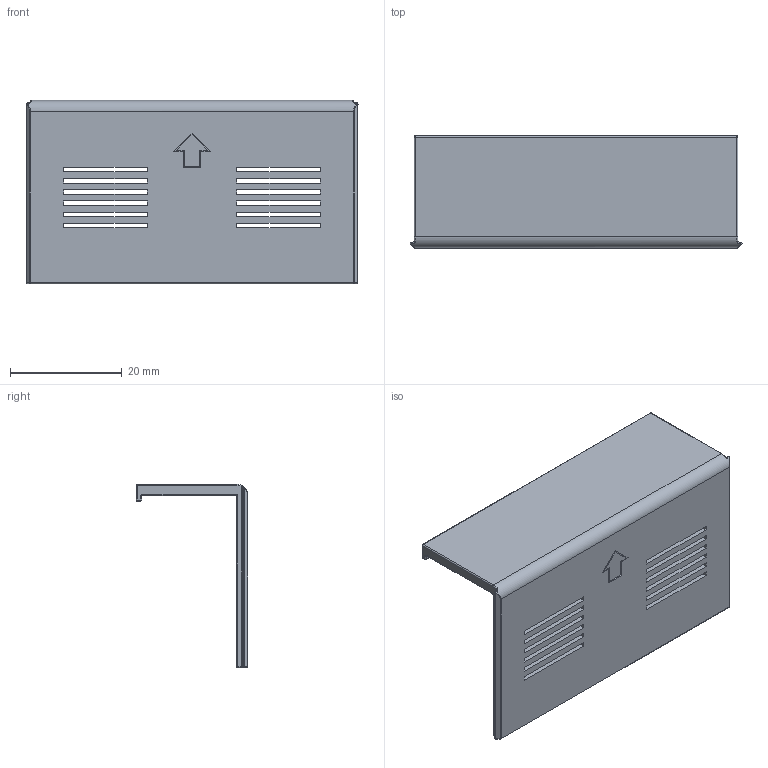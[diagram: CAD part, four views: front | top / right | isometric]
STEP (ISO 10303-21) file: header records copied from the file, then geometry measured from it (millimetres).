
FILE_DESCRIPTION (( 'STEP AP214' ), '1' );
FILE_NAME ('battery-cover.STEP', '2025-09-11T00:14:09', ( '' ), ( '' ), 'SwSTEP 2.0', 'SolidWorks 2023', '' );
FILE_SCHEMA (( 'AUTOMOTIVE_DESIGN' ));
Length unit declared in the file: millimetre
Products named in the file (1): battery-cover
Bounding box: 59.43 x 20 x 32.8 mm (x, y, z)
Volume: 5638.9 mm3; surface area: 6880.5 mm2
Topology: 1 solids, 1 shells, 139 faces, 357 edges, 209 vertices
Faces by surface type: plane 78, cylinder 35, sphere 14, torus 8, bspline 4
Entity records: 4182 total; most frequent: CARTESIAN_POINT 817, DIRECTION 687, ORIENTED_EDGE 686, EDGE_CURVE 343, LINE 255, VECTOR 255, AXIS2_PLACEMENT_3D 216, VERTEX_POINT 208
